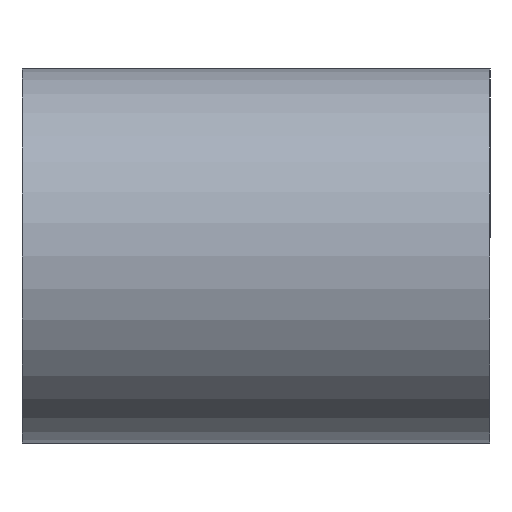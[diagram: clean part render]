
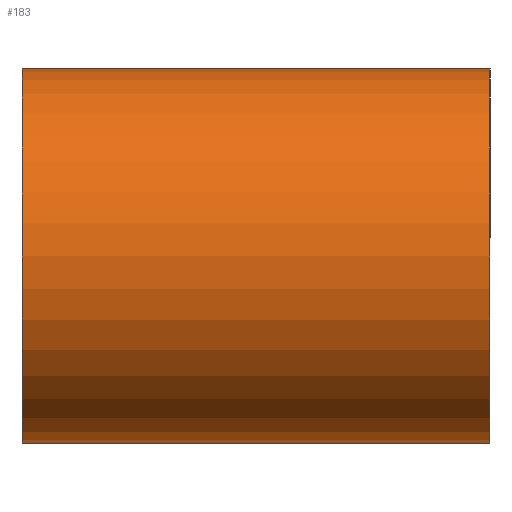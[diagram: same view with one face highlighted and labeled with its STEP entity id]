
A CAD part, left-side view. The second image highlights one B-rep face of the part: STEP entity #183.
In plain terms, the highlighted cylindrical face has radius 20 mm (diameter 40 mm), a full revolution.
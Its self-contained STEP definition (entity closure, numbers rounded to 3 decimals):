
#18=FACE_BOUND('',#72,.T.);
#24=CIRCLE('',#213,20.);
#26=CIRCLE('',#216,20.);
#38=LINE('',#522,#44);
#44=VECTOR('',#266,20.);
#55=FACE_OUTER_BOUND('',#71,.T.);
#71=EDGE_LOOP('',(#157,#158,#159,#160));
#72=EDGE_LOOP('',(#161,#162));
#80=B_SPLINE_CURVE_WITH_KNOTS('',3,(#416,#417,#418,#419,#420,#421,#422,
#423,#424,#425,#426,#427,#428,#429,#430,#431,#432,#433,#434,#435,#436,#437,
#438,#439,#440,#441),.UNSPECIFIED.,.F.,.F.,(4,2,2,2,2,2,2,2,2,2,2,2,4),
(2.392,2.688,2.984,3.575,4.18,
4.482,4.784,5.086,5.388,5.993,
6.584,6.88,7.176),.UNSPECIFIED.);
#81=B_SPLINE_CURVE_WITH_KNOTS('',3,(#442,#443,#444,#445,#446,#447,#448,
#449,#450,#451,#452,#453,#454,#455,#456,#457,#458,#459,#460,#461,#462,#463,
#464,#465,#466,#467,#468),.UNSPECIFIED.,.F.,.F.,(4,2,2,2,2,2,3,2,2,2,2,
2,4),(7.176,7.472,7.767,8.359,
8.963,9.266,9.568,9.87,10.172,
10.776,11.368,11.664,11.96),
 .UNSPECIFIED.);
#89=VERTEX_POINT('',#413);
#90=VERTEX_POINT('',#415);
#95=VERTEX_POINT('',#510);
#97=VERTEX_POINT('',#515);
#106=EDGE_CURVE('',#89,#90,#80,.T.);
#107=EDGE_CURVE('',#90,#89,#81,.T.);
#115=EDGE_CURVE('',#95,#95,#24,.T.);
#117=EDGE_CURVE('',#97,#97,#26,.T.);
#120=EDGE_CURVE('',#97,#95,#38,.T.);
#157=ORIENTED_EDGE('',*,*,#117,.F.);
#158=ORIENTED_EDGE('',*,*,#120,.T.);
#159=ORIENTED_EDGE('',*,*,#115,.T.);
#160=ORIENTED_EDGE('',*,*,#120,.F.);
#161=ORIENTED_EDGE('',*,*,#106,.F.);
#162=ORIENTED_EDGE('',*,*,#107,.F.);
#172=CYLINDRICAL_SURFACE('',#219,20.);
#183=ADVANCED_FACE('',(#55,#18),#172,.T.);
#213=AXIS2_PLACEMENT_3D('',#511,#251,#252);
#216=AXIS2_PLACEMENT_3D('',#516,#257,#258);
#219=AXIS2_PLACEMENT_3D('',#521,#264,#265);
#251=DIRECTION('center_axis',(0.,1.,0.));
#252=DIRECTION('ref_axis',(1.,0.,0.));
#257=DIRECTION('center_axis',(0.,1.,0.));
#258=DIRECTION('ref_axis',(1.,0.,0.));
#264=DIRECTION('center_axis',(0.,1.,0.));
#265=DIRECTION('ref_axis',(1.,0.,0.));
#266=DIRECTION('',(0.,-1.,0.));
#413=CARTESIAN_POINT('',(20.,10.,0.));
#415=CARTESIAN_POINT('',(20.,40.,0.));
#416=CARTESIAN_POINT('Ctrl Pts',(20.,10.,0.));
#417=CARTESIAN_POINT('Ctrl Pts',(20.,10.,-0.986));
#418=CARTESIAN_POINT('Ctrl Pts',(19.926,10.099,-1.993));
#419=CARTESIAN_POINT('Ctrl Pts',(19.627,10.5,-3.97));
#420=CARTESIAN_POINT('Ctrl Pts',(19.404,10.802,-4.941));
#421=CARTESIAN_POINT('Ctrl Pts',(18.559,11.973,-7.699));
#422=CARTESIAN_POINT('Ctrl Pts',(17.754,13.118,-9.331));
#423=CARTESIAN_POINT('Ctrl Pts',(16.141,15.696,-11.909));
#424=CARTESIAN_POINT('Ctrl Pts',(15.203,17.325,-13.038));
#425=CARTESIAN_POINT('Ctrl Pts',(14.099,20.054,-14.196));
#426=CARTESIAN_POINT('Ctrl Pts',(13.783,21.013,-14.495));
#427=CARTESIAN_POINT('Ctrl Pts',(13.347,22.982,-14.898));
#428=CARTESIAN_POINT('Ctrl Pts',(13.229,23.993,-15.));
#429=CARTESIAN_POINT('Ctrl Pts',(13.229,26.007,-15.));
#430=CARTESIAN_POINT('Ctrl Pts',(13.347,27.018,-14.898));
#431=CARTESIAN_POINT('Ctrl Pts',(13.783,28.987,-14.495));
#432=CARTESIAN_POINT('Ctrl Pts',(14.099,29.946,-14.196));
#433=CARTESIAN_POINT('Ctrl Pts',(15.203,32.675,-13.038));
#434=CARTESIAN_POINT('Ctrl Pts',(16.141,34.304,-11.909));
#435=CARTESIAN_POINT('Ctrl Pts',(17.754,36.882,-9.331));
#436=CARTESIAN_POINT('Ctrl Pts',(18.559,38.027,-7.699));
#437=CARTESIAN_POINT('Ctrl Pts',(19.404,39.198,-4.941));
#438=CARTESIAN_POINT('Ctrl Pts',(19.627,39.5,-3.97));
#439=CARTESIAN_POINT('Ctrl Pts',(19.926,39.901,-1.993));
#440=CARTESIAN_POINT('Ctrl Pts',(20.,40.,-0.986));
#441=CARTESIAN_POINT('Ctrl Pts',(20.,40.,0.));
#442=CARTESIAN_POINT('Ctrl Pts',(20.,40.,0.));
#443=CARTESIAN_POINT('Ctrl Pts',(20.,40.,0.986));
#444=CARTESIAN_POINT('Ctrl Pts',(19.926,39.901,1.993));
#445=CARTESIAN_POINT('Ctrl Pts',(19.627,39.5,3.97));
#446=CARTESIAN_POINT('Ctrl Pts',(19.404,39.198,4.941));
#447=CARTESIAN_POINT('Ctrl Pts',(18.559,38.027,7.699));
#448=CARTESIAN_POINT('Ctrl Pts',(17.754,36.882,9.331));
#449=CARTESIAN_POINT('Ctrl Pts',(16.141,34.304,11.909));
#450=CARTESIAN_POINT('Ctrl Pts',(15.203,32.675,13.038));
#451=CARTESIAN_POINT('Ctrl Pts',(14.099,29.946,14.196));
#452=CARTESIAN_POINT('Ctrl Pts',(13.783,28.987,14.495));
#453=CARTESIAN_POINT('Ctrl Pts',(13.347,27.018,14.898));
#454=CARTESIAN_POINT('Ctrl Pts',(13.229,26.007,15.));
#455=CARTESIAN_POINT('Ctrl Pts',(13.229,25.,15.));
#456=CARTESIAN_POINT('Ctrl Pts',(13.229,23.993,15.));
#457=CARTESIAN_POINT('Ctrl Pts',(13.347,22.982,14.898));
#458=CARTESIAN_POINT('Ctrl Pts',(13.783,21.013,14.495));
#459=CARTESIAN_POINT('Ctrl Pts',(14.099,20.054,14.196));
#460=CARTESIAN_POINT('Ctrl Pts',(15.203,17.325,13.038));
#461=CARTESIAN_POINT('Ctrl Pts',(16.141,15.696,11.909));
#462=CARTESIAN_POINT('Ctrl Pts',(17.754,13.118,9.331));
#463=CARTESIAN_POINT('Ctrl Pts',(18.559,11.973,7.699));
#464=CARTESIAN_POINT('Ctrl Pts',(19.404,10.802,4.941));
#465=CARTESIAN_POINT('Ctrl Pts',(19.627,10.5,3.97));
#466=CARTESIAN_POINT('Ctrl Pts',(19.926,10.099,1.993));
#467=CARTESIAN_POINT('Ctrl Pts',(20.,10.,0.986));
#468=CARTESIAN_POINT('Ctrl Pts',(20.,10.,0.));
#510=CARTESIAN_POINT('',(-20.,0.,0.));
#511=CARTESIAN_POINT('Origin',(0.,0.,0.));
#515=CARTESIAN_POINT('',(-20.,50.,0.));
#516=CARTESIAN_POINT('Origin',(0.,50.,0.));
#521=CARTESIAN_POINT('Origin',(0.,0.,0.));
#522=CARTESIAN_POINT('',(-20.,0.,0.));
